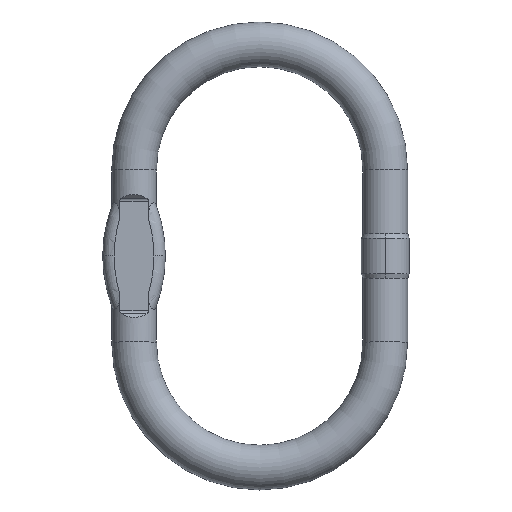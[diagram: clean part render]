
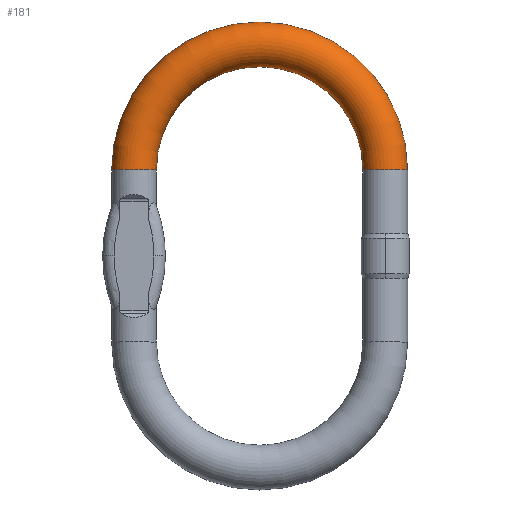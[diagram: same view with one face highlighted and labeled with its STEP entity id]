
A CAD part, top view. The second image highlights one B-rep face of the part: STEP entity #181.
In plain terms, the highlighted toroidal (fillet/blend) face has major radius 36.5 mm and minor radius 6.5 mm.
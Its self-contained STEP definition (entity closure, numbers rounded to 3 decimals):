
#181=ADVANCED_FACE('',(#511),#512,.T.);
#511=FACE_OUTER_BOUND('',#999,.T.);
#512=TOROIDAL_SURFACE('',#1000,36.5,6.5);
#999=EDGE_LOOP('',(#1525,#1526,#1527,#1528,#1529,#1530));
#1000=AXIS2_PLACEMENT_3D('',#1531,#1532,#1533);
#1525=ORIENTED_EDGE('',*,*,#3144,.F.);
#1526=ORIENTED_EDGE('',*,*,#3145,.F.);
#1527=ORIENTED_EDGE('',*,*,#3146,.F.);
#1528=ORIENTED_EDGE('',*,*,#3147,.F.);
#1529=ORIENTED_EDGE('',*,*,#3148,.T.);
#1530=ORIENTED_EDGE('',*,*,#3149,.T.);
#1531=CARTESIAN_POINT('',(0.,25.0,0.0));
#1532=DIRECTION('',(0.0,0.0,-1.0));
#1533=DIRECTION('',(-1.0,0.0,0.0));
#3144=EDGE_CURVE('',#3721,#3722,#3723,.T.);
#3145=EDGE_CURVE('',#3724,#3721,#3725,.T.);
#3146=EDGE_CURVE('',#3726,#3724,#3727,.T.);
#3147=EDGE_CURVE('',#3728,#3726,#3729,.T.);
#3148=EDGE_CURVE('',#3728,#3730,#3731,.T.);
#3149=EDGE_CURVE('',#3730,#3722,#3732,.T.);
#3721=VERTEX_POINT('',#4574);
#3722=VERTEX_POINT('',#4575);
#3723=CIRCLE('',#4576,43.0);
#3724=VERTEX_POINT('',#4577);
#3725=CIRCLE('',#4578,6.5);
#3726=VERTEX_POINT('',#4579);
#3727=CIRCLE('',#4580,6.5);
#3728=VERTEX_POINT('',#4581);
#3729=CIRCLE('',#4582,30.0);
#3730=VERTEX_POINT('',#4583);
#3731=CIRCLE('',#4584,6.5);
#3732=CIRCLE('',#4585,6.5);
#4574=CARTESIAN_POINT('',(-43.0,25.0,0.));
#4575=CARTESIAN_POINT('',(43.,25.0,0.));
#4576=AXIS2_PLACEMENT_3D('',#6372,#6373,#6374);
#4577=CARTESIAN_POINT('',(-36.5,25.0,6.5));
#4578=AXIS2_PLACEMENT_3D('',#6375,#6376,#6377);
#4579=CARTESIAN_POINT('',(-30.0,25.0,0.));
#4580=AXIS2_PLACEMENT_3D('',#6378,#6379,#6380);
#4581=CARTESIAN_POINT('',(30.,25.0,0.));
#4582=AXIS2_PLACEMENT_3D('',#6381,#6382,#6383);
#4583=CARTESIAN_POINT('',(36.5,25.0,6.5));
#4584=AXIS2_PLACEMENT_3D('',#6384,#6385,#6386);
#4585=AXIS2_PLACEMENT_3D('',#6387,#6388,#6389);
#6372=CARTESIAN_POINT('',(0.,25.0,0.));
#6373=DIRECTION('',(0.0,0.0,-1.0));
#6374=DIRECTION('',(-1.0,0.0,0.0));
#6375=CARTESIAN_POINT('',(-36.5,25.0,0.0));
#6376=DIRECTION('',(0.,-1.0,0.0));
#6377=DIRECTION('',(0.0,0.0,1.0));
#6378=CARTESIAN_POINT('',(-36.5,25.0,0.0));
#6379=DIRECTION('',(0.,-1.0,0.0));
#6380=DIRECTION('',(0.0,0.0,1.0));
#6381=CARTESIAN_POINT('',(0.,25.0,0.));
#6382=DIRECTION('',(0.0,-0.0,1.0));
#6383=DIRECTION('',(-1.0,0.0,0.0));
#6384=CARTESIAN_POINT('',(36.5,25.0,0.0));
#6385=DIRECTION('',(0.0,1.0,0.0));
#6386=DIRECTION('',(0.0,0.0,1.0));
#6387=CARTESIAN_POINT('',(36.5,25.0,0.0));
#6388=DIRECTION('',(0.0,1.0,0.0));
#6389=DIRECTION('',(0.0,0.0,1.0));
